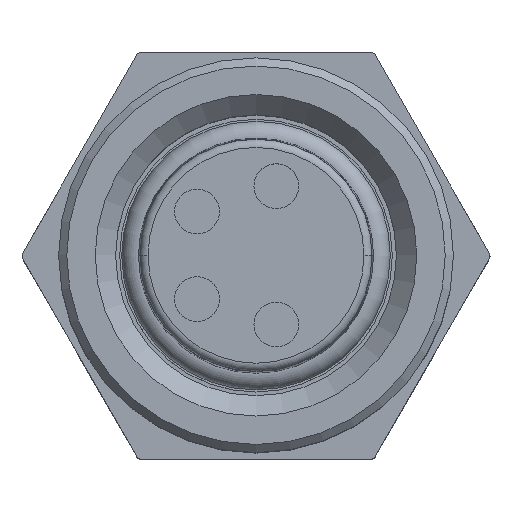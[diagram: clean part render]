
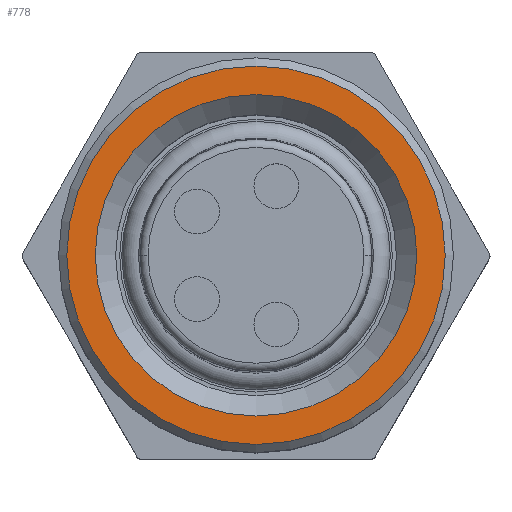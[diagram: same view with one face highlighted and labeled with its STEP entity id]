
A CAD part, top view. The second image highlights one B-rep face of the part: STEP entity #778.
In plain terms, the highlighted planar face has unit normal (0, 0, 1).
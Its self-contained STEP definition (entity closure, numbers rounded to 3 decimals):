
#778=ADVANCED_FACE('',(#1117,#1118),#889,.T.);
#889=PLANE('',#2486);
#1117=FACE_BOUND('',#1205,.T.);
#1118=FACE_BOUND('',#1206,.T.);
#1205=EDGE_LOOP('',(#1423));
#1206=EDGE_LOOP('',(#1424));
#1423=ORIENTED_EDGE('',*,*,#2101,.T.);
#1424=ORIENTED_EDGE('',*,*,#2102,.T.);
#1910=VERTEX_POINT('',#3414);
#1911=VERTEX_POINT('',#3416);
#2101=EDGE_CURVE('',#1910,#1910,#2333,.T.);
#2102=EDGE_CURVE('',#1911,#1911,#2334,.T.);
#2333=CIRCLE('',#2484,4.65);
#2334=CIRCLE('',#2485,3.95);
#2484=AXIS2_PLACEMENT_3D('',#3413,#2816,#2817);
#2485=AXIS2_PLACEMENT_3D('',#3415,#2818,#2819);
#2486=AXIS2_PLACEMENT_3D('',#3417,#2820,#2821);
#2816=DIRECTION('',(0.,0.,1.));
#2817=DIRECTION('',(0.,1.,0.));
#2818=DIRECTION('',(0.,0.,-1.));
#2819=DIRECTION('',(0.,1.,0.));
#2820=DIRECTION('',(0.,0.,1.));
#2821=DIRECTION('',(0.,1.,0.));
#3413=CARTESIAN_POINT('',(-110.,150.,-6.7));
#3414=CARTESIAN_POINT('',(-110.,154.65,-6.7));
#3415=CARTESIAN_POINT('',(-110.,150.,-6.7));
#3416=CARTESIAN_POINT('',(-110.,153.95,-6.7));
#3417=CARTESIAN_POINT('',(-110.,150.,-6.7));
